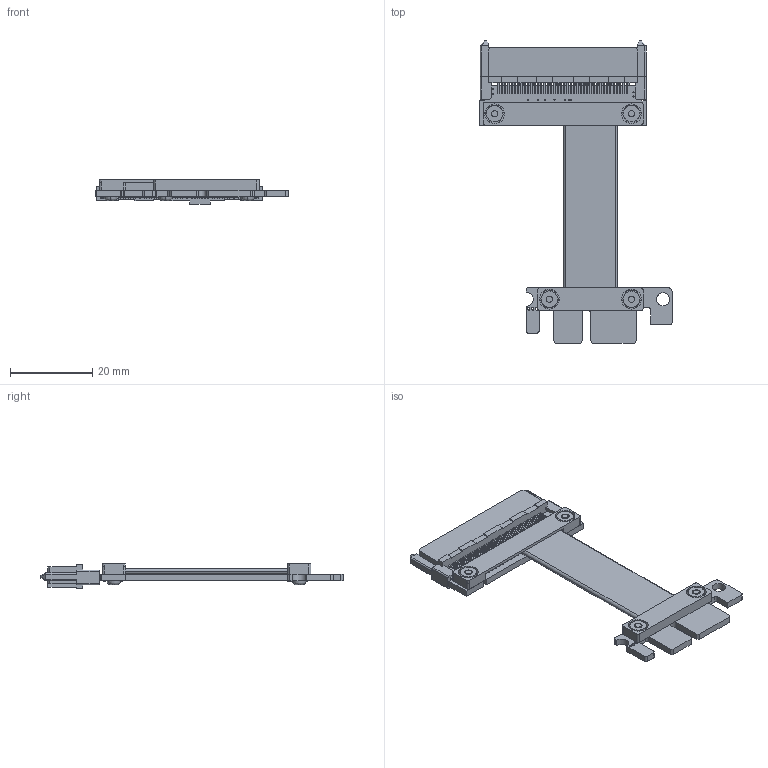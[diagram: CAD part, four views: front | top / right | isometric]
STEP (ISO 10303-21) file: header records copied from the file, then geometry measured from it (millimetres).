
FILE_DESCRIPTION(('Open CASCADE Model'),'2;1');
FILE_NAME('Open CASCADE Shape Model','2020-03-21T03:41:15',('Author'),( 'Open CASCADE'),'Open CASCADE STEP processor 6.8','Open CASCADE 6.8' ,'Unknown');
FILE_SCHEMA(('AUTOMOTIVE_DESIGN { 1 0 10303 214 1 1 1 1 }'));
Length unit declared in the file: millimetre
Products named in the file (15): PCB; Board; Open CASCADE STEP translator 6.8 40.1.1; Open CASCADE STEP translator 6.8 40.1.2; CN1; 68F-SS10-0115-00_RGB8421504; Free-Models; RP22S-PAD; TAPE_RGB0; G0033_RGB14277081; Hexagon_nut_ISO_4032_(DIN_934)_-_M2_RGB9411503; RP11S-PAD; G0033_RGB9411503; Tape14x5_RGB0; cable20-43
Assembly tree (19 placements, depth 3):
  PCB
    Board
      Open CASCADE STEP translator 6.8 40.1.1
      Open CASCADE STEP translator 6.8 40.1.2
    CN1
      68F-SS10-0115-00_RGB8421504
    Free-Models
      RP22S-PAD
      TAPE_RGB0
      G0033_RGB14277081  x2
      Hexagon_nut_ISO_4032_(DIN_934)_-_M2_RGB9411503  x4
      RP11S-PAD
      G0033_RGB9411503  x2
      Tape14x5_RGB0
      cable20-43
Bounding box: 46.79 x 73.54 x 5.88 mm (x, y, z)
Volume: 3414 mm3; surface area: 9776.7 mm2
Topology: 56 solids, 56 shells, 2627 faces, 7395 edges, 4841 vertices
Faces by surface type: plane 2036, cylinder 455, torus 80, cone 48, revolution 8
Full cylindrical faces by diameter (mm): 0.254 x18, 0.6 x63, 2.2 x7, 2.216 x1, 3.2 x1, 4.8 x4
Entity records: 100042 total; most frequent: CARTESIAN_POINT 14684, ORIENTED_EDGE 14262, DIRECTION 13146, EDGE_CURVE 7131, LINE 6030, VECTOR 6030, VERTEX_POINT 4677, AXIS2_PLACEMENT_3D 3556
